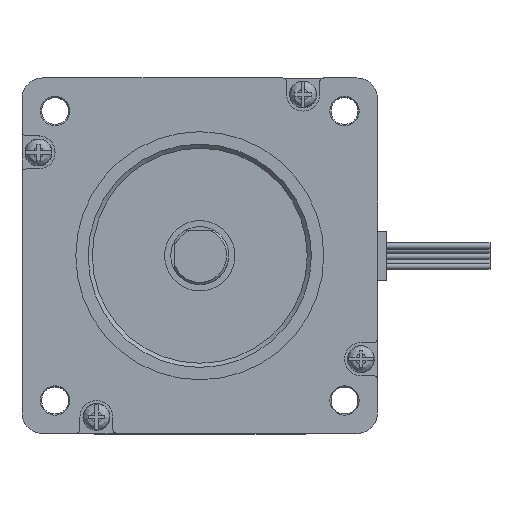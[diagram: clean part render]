
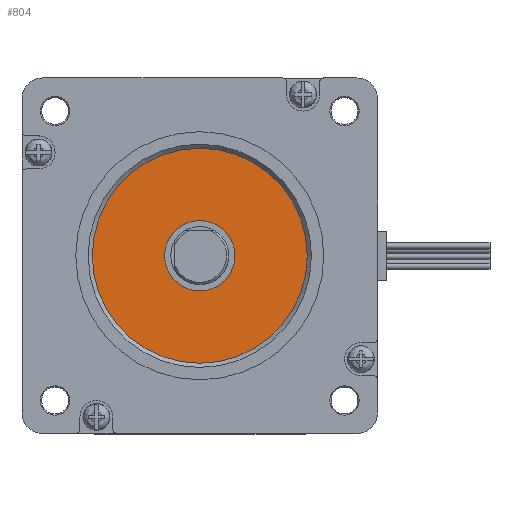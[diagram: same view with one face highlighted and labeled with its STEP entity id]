
A CAD part, top view. The second image highlights one B-rep face of the part: STEP entity #804.
In plain terms, the highlighted planar face has unit normal (0, 0, 1).
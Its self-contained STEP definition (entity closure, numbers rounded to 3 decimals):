
#804 = ADVANCED_FACE( '', ( #1683, #1684 ), #1685, .F. );
#1683 = FACE_OUTER_BOUND( '', #2809, .T. );
#1684 = FACE_BOUND( '', #2810, .T. );
#1685 = PLANE( '', #2811 );
#2809 = EDGE_LOOP( '', ( #5424 ) );
#2810 = EDGE_LOOP( '', ( #5425 ) );
#2811 = AXIS2_PLACEMENT_3D( '', #5426, #5427, #5428 );
#5424 = ORIENTED_EDGE( '', *, *, #6863, .F. );
#5425 = ORIENTED_EDGE( '', *, *, #6482, .F. );
#5426 = CARTESIAN_POINT( '', ( 0., 0., 18.1 ) );
#5427 = DIRECTION( '', ( 0., 0., -1. ) );
#5428 = DIRECTION( '', ( -1., 0., 0. ) );
#6482 = EDGE_CURVE( '', #7723, #7723, #7724, .F. );
#6863 = EDGE_CURVE( '', #8297, #8297, #8298, .T. );
#7723 = VERTEX_POINT( '', #9547 );
#7724 = CIRCLE( '', #9548, 8.5 );
#8297 = VERTEX_POINT( '', #10521 );
#8298 = CIRCLE( '', #10522, 26. );
#9547 = CARTESIAN_POINT( '', ( -8.5, 0., 18.1 ) );
#9548 = AXIS2_PLACEMENT_3D( '', #11646, #11647, #11648 );
#10521 = CARTESIAN_POINT( '', ( 26., 0., 18.1 ) );
#10522 = AXIS2_PLACEMENT_3D( '', #12092, #12093, #12094 );
#11646 = CARTESIAN_POINT( '', ( 0., 0., 18.1 ) );
#11647 = DIRECTION( '', ( 0., 0., -1. ) );
#11648 = DIRECTION( '', ( -1., 0., 0. ) );
#12092 = CARTESIAN_POINT( '', ( 0., 0., 18.1 ) );
#12093 = DIRECTION( '', ( 0., 0., -1. ) );
#12094 = DIRECTION( '', ( 1., 0., 0. ) );
